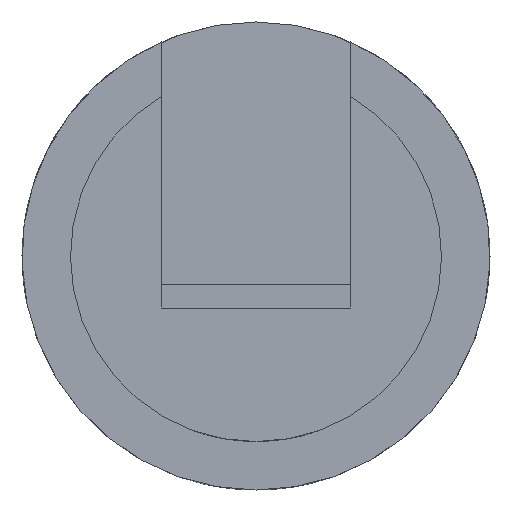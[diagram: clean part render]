
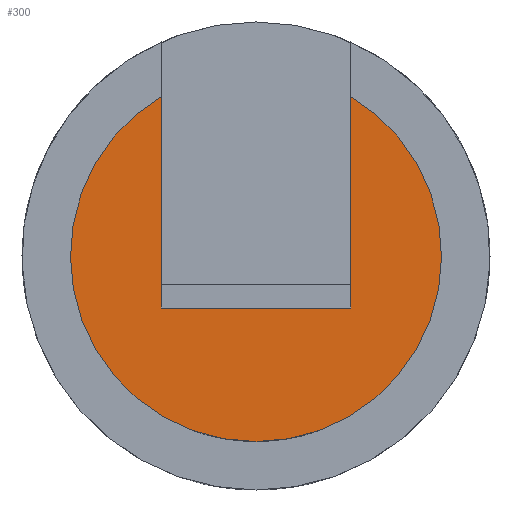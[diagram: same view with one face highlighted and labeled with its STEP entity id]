
A CAD part, front view. The second image highlights one B-rep face of the part: STEP entity #300.
In plain terms, the highlighted planar face has unit normal (0, -1, 0).
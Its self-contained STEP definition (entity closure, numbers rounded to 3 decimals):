
#23=PLANE('',#336);
#41=LINE('',#497,#63);
#42=LINE('',#502,#64);
#43=LINE('',#504,#65);
#63=VECTOR('',#385,1000.);
#64=VECTOR('',#388,1000.);
#65=VECTOR('',#389,1000.);
#82=CIRCLE('',#337,1.994);
#104=ORIENTED_EDGE('',*,*,#178,.F.);
#105=ORIENTED_EDGE('',*,*,#179,.F.);
#106=ORIENTED_EDGE('',*,*,#180,.F.);
#107=ORIENTED_EDGE('',*,*,#181,.F.);
#178=EDGE_CURVE('',#215,#216,#41,.T.);
#179=EDGE_CURVE('',#217,#215,#82,.T.);
#180=EDGE_CURVE('',#218,#217,#42,.T.);
#181=EDGE_CURVE('',#216,#218,#43,.T.);
#215=VERTEX_POINT('',#498);
#216=VERTEX_POINT('',#499);
#217=VERTEX_POINT('',#501);
#218=VERTEX_POINT('',#503);
#236=EDGE_LOOP('',(#104,#105,#106,#107));
#266=FACE_BOUND('',#236,.T.);
#300=ADVANCED_FACE('',(#266),#23,.F.);
#336=AXIS2_PLACEMENT_3D('',#496,#383,#384);
#337=AXIS2_PLACEMENT_3D('',#500,#386,#387);
#383=DIRECTION('',(0.,1.,0.));
#384=DIRECTION('',(0.,0.,1.));
#385=DIRECTION('',(0.,0.,-1.));
#386=DIRECTION('',(0.,1.,0.));
#387=DIRECTION('',(1.,0.,0.));
#388=DIRECTION('',(0.,0.,1.));
#389=DIRECTION('',(1.,0.,0.));
#496=CARTESIAN_POINT('',(0.,0.,0.));
#497=CARTESIAN_POINT('',(-1.016,0.,2.515));
#498=CARTESIAN_POINT('',(-1.016,0.,1.716));
#499=CARTESIAN_POINT('',(-1.016,0.,-0.559));
#500=CARTESIAN_POINT('',(0.,0.,0.));
#501=CARTESIAN_POINT('',(1.016,0.,1.716));
#502=CARTESIAN_POINT('',(1.016,0.,-0.559));
#503=CARTESIAN_POINT('',(1.016,0.,-0.559));
#504=CARTESIAN_POINT('',(-1.016,0.,-0.559));
